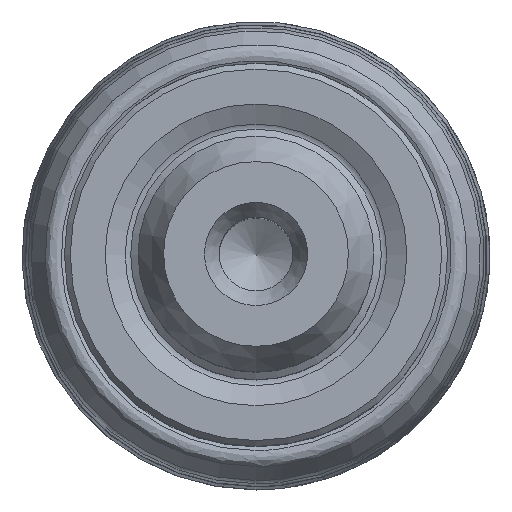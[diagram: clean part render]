
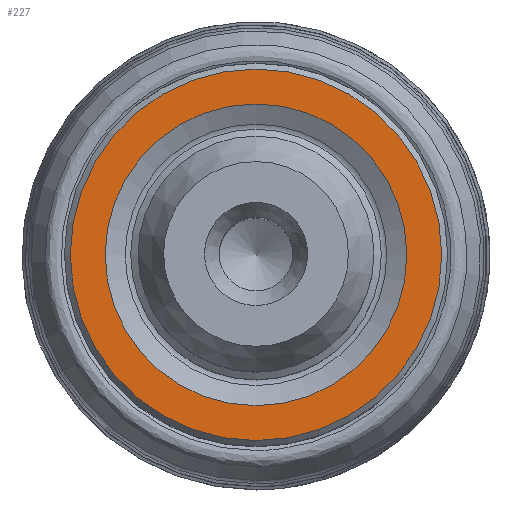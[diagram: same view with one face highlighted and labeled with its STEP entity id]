
A CAD part, top view. The second image highlights one B-rep face of the part: STEP entity #227.
In plain terms, the highlighted planar face has unit normal (0, 0, 1).
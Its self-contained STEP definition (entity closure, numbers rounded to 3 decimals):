
#227=ADVANCED_FACE('',(#293,#294),#267,.F.);
#267=PLANE('',#781);
#293=FACE_BOUND('',#369,.T.);
#294=FACE_BOUND('',#370,.T.);
#369=EDGE_LOOP('',(#455));
#370=EDGE_LOOP('',(#456));
#455=ORIENTED_EDGE('',*,*,#624,.T.);
#456=ORIENTED_EDGE('',*,*,#623,.F.);
#569=VERTEX_POINT('',#1255);
#570=VERTEX_POINT('',#1258);
#623=EDGE_CURVE('',#569,#569,#684,.T.);
#624=EDGE_CURVE('',#570,#570,#685,.T.);
#684=CIRCLE('',#778,5.116);
#685=CIRCLE('',#780,6.3);
#778=AXIS2_PLACEMENT_3D('',#1254,#866,#867);
#780=AXIS2_PLACEMENT_3D('',#1257,#870,#871);
#781=AXIS2_PLACEMENT_3D('',#1259,#872,#873);
#866=DIRECTION('',(0.,0.,1.));
#867=DIRECTION('',(0.,1.,0.));
#870=DIRECTION('',(0.,0.,1.));
#871=DIRECTION('',(0.,-1.,0.));
#872=DIRECTION('',(0.,0.,-1.));
#873=DIRECTION('',(0.,-1.,0.));
#1254=CARTESIAN_POINT('',(0.,0.,22.987));
#1255=CARTESIAN_POINT('',(0.,5.116,22.987));
#1257=CARTESIAN_POINT('',(0.,0.,22.987));
#1258=CARTESIAN_POINT('',(0.,-6.3,22.987));
#1259=CARTESIAN_POINT('',(6.5,0.,22.987));
